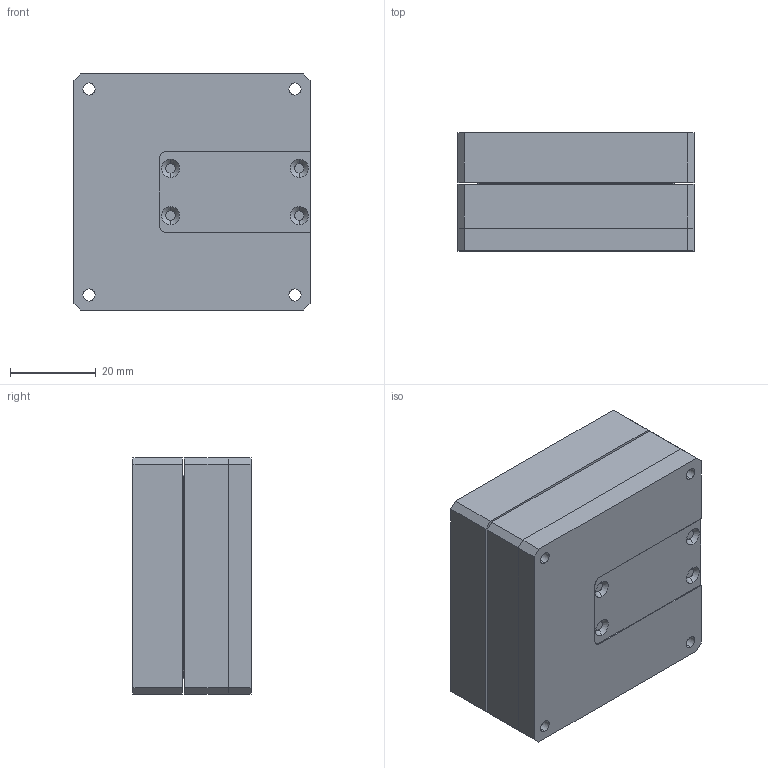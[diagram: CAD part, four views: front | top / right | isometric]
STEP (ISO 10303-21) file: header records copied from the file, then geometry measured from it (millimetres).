
FILE_DESCRIPTION (( 'STEP AP214' ), '1' );
FILE_NAME ('S300.XY.C_enduser.STEP', '2024-12-22T13:42:19', ( '' ), ( '' ), 'SwSTEP 2.0', 'SolidWorks 2020', '' );
FILE_SCHEMA (( 'AUTOMOTIVE_DESIGN' ));
Length unit declared in the file: millimetre
Products named in the file (1): S300.XY.C_enduser
Bounding box: 55 x 27.5 x 55 mm (x, y, z)
Volume: 79322 mm3; surface area: 31891.3 mm2
Topology: 5 solids, 5 shells, 221 faces, 564 edges, 356 vertices
Faces by surface type: plane 99, cylinder 86, cone 36
Entity records: 9107 total; most frequent: DIRECTION 1178, CARTESIAN_POINT 1124, ORIENTED_EDGE 1080, EDGE_CURVE 540, AXIS2_PLACEMENT_3D 418, VERTEX_POINT 356, LINE 342, VECTOR 342
